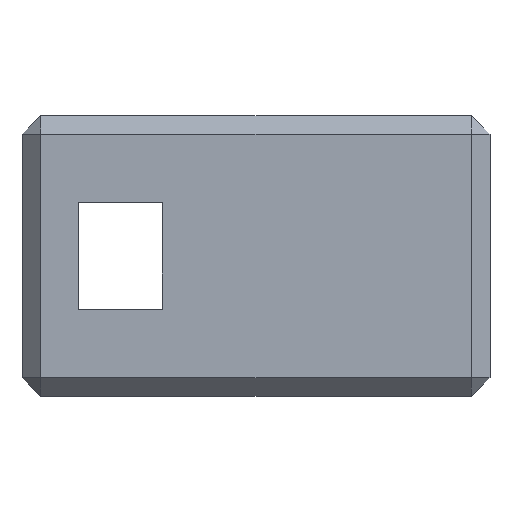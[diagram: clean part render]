
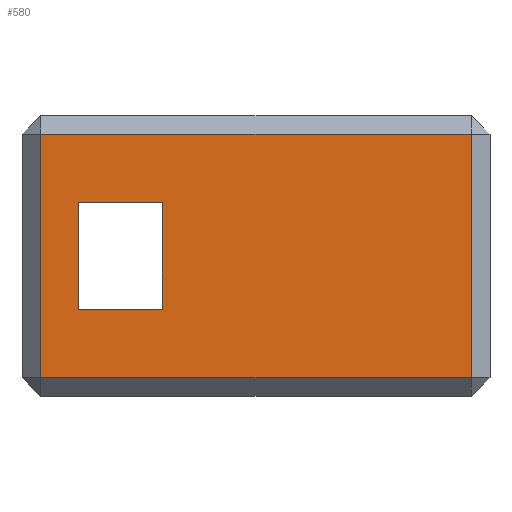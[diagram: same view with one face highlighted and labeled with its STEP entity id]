
A CAD part, top view. The second image highlights one B-rep face of the part: STEP entity #580.
In plain terms, the highlighted planar face has unit normal (0, 0, 1).
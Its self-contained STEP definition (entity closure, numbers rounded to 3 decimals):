
#27 = VECTOR ( 'NONE', #171, 1000. ) ;
#57 = EDGE_CURVE ( 'NONE', #307, #125, #861, .T. ) ;
#67 = LINE ( 'NONE', #801, #844 ) ;
#82 = VECTOR ( 'NONE', #95, 1000. ) ;
#90 = AXIS2_PLACEMENT_3D ( 'NONE', #427, #667, #143 ) ;
#95 = DIRECTION ( 'NONE',  ( 1., 0., 0. ) ) ;
#98 = LINE ( 'NONE', #759, #994 ) ;
#123 = DIRECTION ( 'NONE',  ( 0., 1., 0. ) ) ;
#125 = VERTEX_POINT ( 'NONE', #166 ) ;
#128 = VERTEX_POINT ( 'NONE', #246 ) ;
#143 = DIRECTION ( 'NONE',  ( -1., 0., 0. ) ) ;
#166 = CARTESIAN_POINT ( 'NONE',  ( 1., 6.5, 3.5 ) ) ;
#171 = DIRECTION ( 'NONE',  ( -1., 0., 0. ) ) ;
#190 = ORIENTED_EDGE ( 'NONE', *, *, #914, .F. ) ;
#207 = EDGE_CURVE ( 'NONE', #904, #819, #516, .T. ) ;
#238 = CARTESIAN_POINT ( 'NONE',  ( 24., -6.5, 3.5 ) ) ;
#246 = CARTESIAN_POINT ( 'NONE',  ( 3., 2.85, 3.5 ) ) ;
#307 = VERTEX_POINT ( 'NONE', #885 ) ;
#309 = CARTESIAN_POINT ( 'NONE',  ( 24., 7.5, 3.5 ) ) ;
#318 = ORIENTED_EDGE ( 'NONE', *, *, #552, .T. ) ;
#322 = DIRECTION ( 'NONE',  ( 0., 1., 0. ) ) ;
#337 = DIRECTION ( 'NONE',  ( 1., 0., 0. ) ) ;
#340 = PLANE ( 'NONE',  #90 ) ;
#427 = CARTESIAN_POINT ( 'NONE',  ( 0., 7.5, 3.5 ) ) ;
#448 = FACE_BOUND ( 'NONE', #1060, .T. ) ;
#472 = LINE ( 'NONE', #940, #779 ) ;
#476 = CARTESIAN_POINT ( 'NONE',  ( 7.5, 2.85, 3.5 ) ) ;
#502 = EDGE_CURVE ( 'NONE', #675, #1047, #686, .T. ) ;
#514 = VECTOR ( 'NONE', #322, 1000. ) ;
#516 = LINE ( 'NONE', #790, #82 ) ;
#542 = FACE_OUTER_BOUND ( 'NONE', #684, .T. ) ;
#552 = EDGE_CURVE ( 'NONE', #819, #307, #796, .T. ) ;
#580 = ADVANCED_FACE ( 'NONE', ( #542, #448 ), #340, .F. ) ;
#666 = CARTESIAN_POINT ( 'NONE',  ( 3., -2.85, 3.5 ) ) ;
#667 = DIRECTION ( 'NONE',  ( 0., 0., -1. ) ) ;
#675 = VERTEX_POINT ( 'NONE', #733 ) ;
#681 = DIRECTION ( 'NONE',  ( 0., -1., 0. ) ) ;
#684 = EDGE_LOOP ( 'NONE', ( #791, #786, #1097, #318 ) ) ;
#686 = LINE ( 'NONE', #476, #765 ) ;
#721 = VECTOR ( 'NONE', #337, 1000. ) ;
#724 = VERTEX_POINT ( 'NONE', #834 ) ;
#729 = EDGE_CURVE ( 'NONE', #125, #904, #98, .T. ) ;
#733 = CARTESIAN_POINT ( 'NONE',  ( 7.5, -2.85, 3.5 ) ) ;
#749 = LINE ( 'NONE', #666, #721 ) ;
#757 = CARTESIAN_POINT ( 'NONE',  ( 0., 6.5, 3.5 ) ) ;
#759 = CARTESIAN_POINT ( 'NONE',  ( 1., 7.5, 3.5 ) ) ;
#765 = VECTOR ( 'NONE', #123, 1000. ) ;
#768 = DIRECTION ( 'NONE',  ( -1., 0., 0. ) ) ;
#771 = CARTESIAN_POINT ( 'NONE',  ( 1., -6.5, 3.5 ) ) ;
#779 = VECTOR ( 'NONE', #768, 1000. ) ;
#786 = ORIENTED_EDGE ( 'NONE', *, *, #729, .T. ) ;
#789 = EDGE_CURVE ( 'NONE', #724, #675, #749, .T. ) ;
#790 = CARTESIAN_POINT ( 'NONE',  ( 0., -6.5, 3.5 ) ) ;
#791 = ORIENTED_EDGE ( 'NONE', *, *, #57, .T. ) ;
#793 = ORIENTED_EDGE ( 'NONE', *, *, #502, .F. ) ;
#796 = LINE ( 'NONE', #309, #514 ) ;
#801 = CARTESIAN_POINT ( 'NONE',  ( 3., 2.85, 3.5 ) ) ;
#819 = VERTEX_POINT ( 'NONE', #238 ) ;
#826 = ORIENTED_EDGE ( 'NONE', *, *, #789, .F. ) ;
#833 = ORIENTED_EDGE ( 'NONE', *, *, #1006, .F. ) ;
#834 = CARTESIAN_POINT ( 'NONE',  ( 3., -2.85, 3.5 ) ) ;
#844 = VECTOR ( 'NONE', #1057, 1000. ) ;
#861 = LINE ( 'NONE', #757, #27 ) ;
#885 = CARTESIAN_POINT ( 'NONE',  ( 24., 6.5, 3.5 ) ) ;
#904 = VERTEX_POINT ( 'NONE', #771 ) ;
#914 = EDGE_CURVE ( 'NONE', #1047, #128, #472, .T. ) ;
#940 = CARTESIAN_POINT ( 'NONE',  ( 3., 2.85, 3.5 ) ) ;
#971 = CARTESIAN_POINT ( 'NONE',  ( 7.5, 2.85, 3.5 ) ) ;
#994 = VECTOR ( 'NONE', #681, 1000. ) ;
#1006 = EDGE_CURVE ( 'NONE', #128, #724, #67, .T. ) ;
#1047 = VERTEX_POINT ( 'NONE', #971 ) ;
#1057 = DIRECTION ( 'NONE',  ( 0., -1., 0. ) ) ;
#1060 = EDGE_LOOP ( 'NONE', ( #826, #833, #190, #793 ) ) ;
#1097 = ORIENTED_EDGE ( 'NONE', *, *, #207, .T. ) ;
